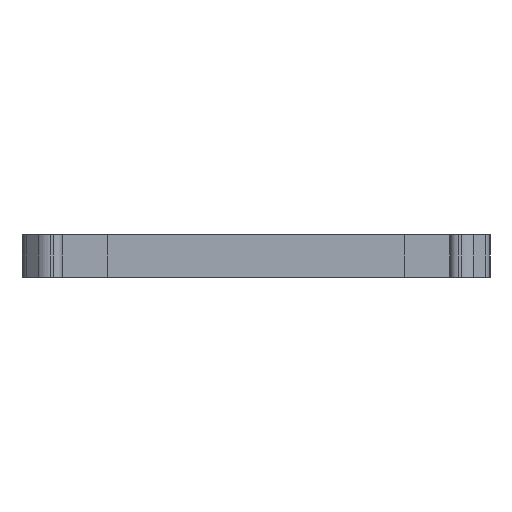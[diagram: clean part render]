
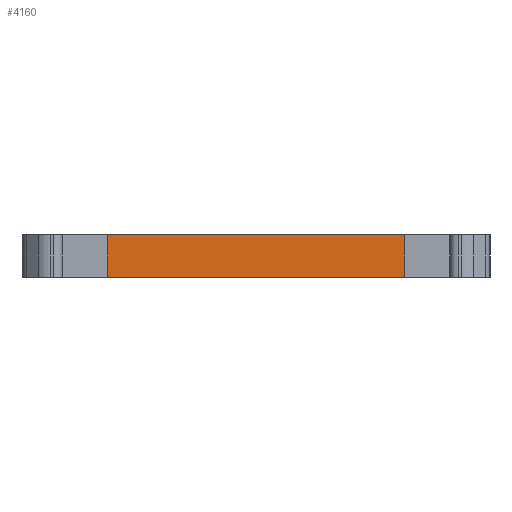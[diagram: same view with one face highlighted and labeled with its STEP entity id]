
A CAD part, left-side view. The second image highlights one B-rep face of the part: STEP entity #4160.
In plain terms, the highlighted planar face has unit normal (-1, 0, 0).
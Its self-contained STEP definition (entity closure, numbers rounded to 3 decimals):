
#520=FACE_OUTER_BOUND('',#729,.T.);
#729=EDGE_LOOP('',(#3258,#3259,#3260,#3261));
#1108=LINE('',#6803,#1513);
#1109=LINE('',#6806,#1514);
#1110=LINE('',#6808,#1515);
#1111=LINE('',#6809,#1516);
#1513=VECTOR('',#5556,10.);
#1514=VECTOR('',#5559,10.);
#1515=VECTOR('',#5560,10.);
#1516=VECTOR('',#5561,10.);
#1929=VERTEX_POINT('',#6799);
#1930=VERTEX_POINT('',#6801);
#1931=VERTEX_POINT('',#6805);
#1932=VERTEX_POINT('',#6807);
#2490=EDGE_CURVE('',#1929,#1930,#1108,.T.);
#2491=EDGE_CURVE('',#1929,#1931,#1109,.T.);
#2492=EDGE_CURVE('',#1932,#1930,#1110,.T.);
#2493=EDGE_CURVE('',#1931,#1932,#1111,.T.);
#3258=ORIENTED_EDGE('',*,*,#2491,.F.);
#3259=ORIENTED_EDGE('',*,*,#2490,.T.);
#3260=ORIENTED_EDGE('',*,*,#2492,.F.);
#3261=ORIENTED_EDGE('',*,*,#2493,.F.);
#3980=PLANE('',#4541);
#4160=ADVANCED_FACE('',(#520),#3980,.T.);
#4541=AXIS2_PLACEMENT_3D('',#6804,#5557,#5558);
#5556=DIRECTION('',(0.,0.,1.));
#5557=DIRECTION('center_axis',(-1.,0.,0.));
#5558=DIRECTION('ref_axis',(0.,-1.,0.));
#5559=DIRECTION('',(0.,1.,0.));
#5560=DIRECTION('',(0.,-1.,0.));
#5561=DIRECTION('',(0.,0.,1.));
#6799=CARTESIAN_POINT('',(-34.103,-7.,0.));
#6801=CARTESIAN_POINT('',(-34.103,-7.,2.));
#6803=CARTESIAN_POINT('',(-34.103,-7.,0.));
#6804=CARTESIAN_POINT('Origin',(-34.103,7.,0.));
#6805=CARTESIAN_POINT('',(-34.103,7.,0.));
#6806=CARTESIAN_POINT('',(-34.103,-7.,0.));
#6807=CARTESIAN_POINT('',(-34.103,7.,2.));
#6808=CARTESIAN_POINT('',(-34.103,-7.,2.));
#6809=CARTESIAN_POINT('',(-34.103,7.,0.));
